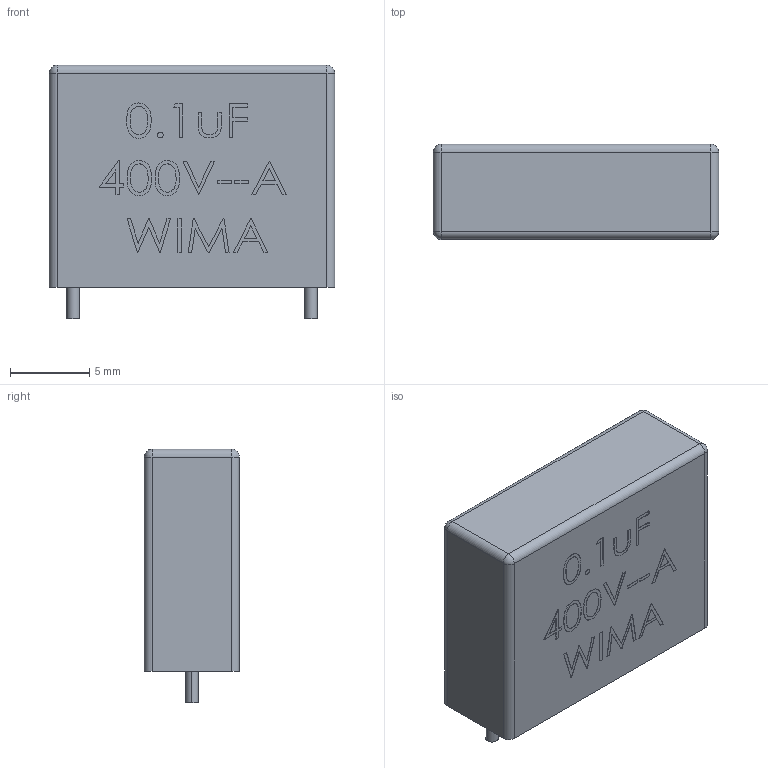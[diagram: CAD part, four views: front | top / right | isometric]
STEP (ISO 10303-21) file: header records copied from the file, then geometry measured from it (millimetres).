
FILE_DESCRIPTION (( 'STEP AP214' ), '1' );
FILE_NAME ('C06x18..STEP', '2011-05-13T06:30:02', ( 'cpop' ), ( '' ), 'SwSTEP 2.0', 'SolidWorks 2011', '' );
FILE_SCHEMA (( 'AUTOMOTIVE_DESIGN' ));
Length unit declared in the file: millimetre
Products named in the file (1): C06x18.
Bounding box: 18 x 6.02 x 16 mm (x, y, z)
Volume: 1508.8 mm3; surface area: 878 mm2
Topology: 1 solids, 1 shells, 185 faces, 469 edges, 306 vertices
Faces by surface type: plane 132, bspline 37, cylinder 12, sphere 4
Entity records: 8441 total; most frequent: CARTESIAN_POINT 3866, ORIENTED_EDGE 930, DIRECTION 713, EDGE_CURVE 465, LINE 367, VECTOR 367, VERTEX_POINT 306, EDGE_LOOP 209
